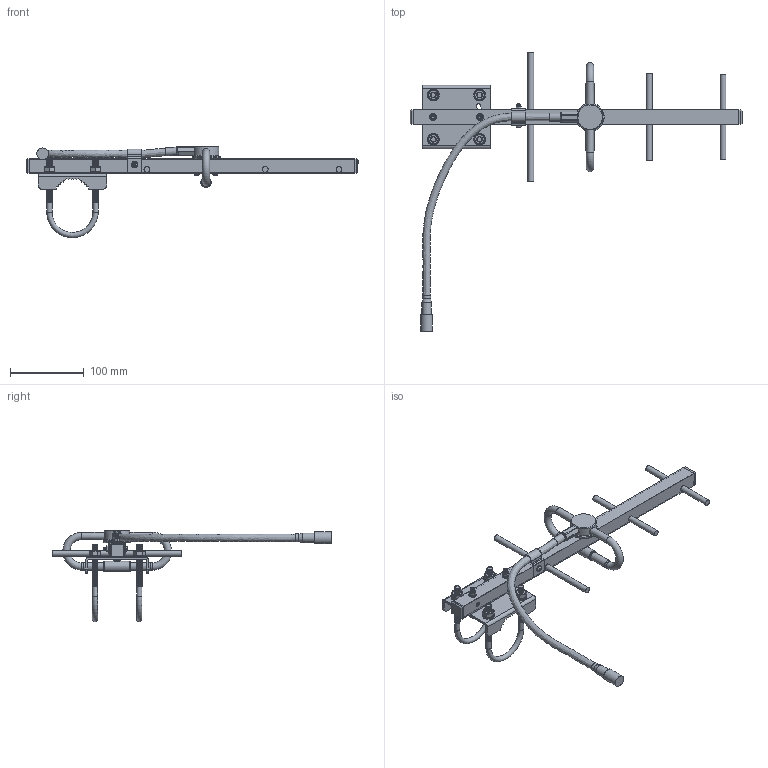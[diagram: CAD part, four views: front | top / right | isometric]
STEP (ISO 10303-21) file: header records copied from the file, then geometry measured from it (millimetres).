
FILE_DESCRIPTION (( 'STEP AP214' ), '1' );
FILE_NAME ('HG906YE.STEP', '2018-01-22T15:20:36', ( '' ), ( '' ), 'SwSTEP 2.0', 'SolidWorks 2014', '' );
FILE_SCHEMA (( 'AUTOMOTIVE_DESIGN' ));
Length unit declared in the file: inch
Products named in the file (6): CONNECTOR REPRESENTATION; HEATSH-HEX_400Black; HG906YE_Coax; HG906YE_Ubolt; HG906YE_Antenna; HG906YE
Assembly tree (6 placements, depth 2):
  HG906YE
    HG906YE_Antenna
    HG906YE_Ubolt  x2
    HG906YE_Coax
    HEATSH-HEX_400Black
    CONNECTOR REPRESENTATION
Bounding box: 449.76 x 377.51 x 123.95 mm (x, y, z)
Volume: 210578.5 mm3; surface area: 149907.9 mm2
Topology: 9 solids, 9 shells, 1177 faces, 2567 edges, 1452 vertices
Faces by surface type: cone 639, plane 317, cylinder 144, torus 48, sphere 22, bspline 7
Full cylindrical faces by diameter (mm): 3.656 x1, 4.037 x1, 4.369 x1, 4.572 x6, 4.775 x2, 5.08 x1, 5.486 x2, 5.588 x8, 6.604 x2, 6.807 x1, 7.163 x4, 7.874 x2, 7.925 x9, 8.636 x4, 8.788 x2, 8.839 x2, 9.855 x2, 9.906 x3, 10.82 x1, 10.837 x1, 10.922 x1, 11.074 x2, 12.192 x4, 12.852 x1, 12.954 x1, 14.021 x1, 15.748 x1, 15.951 x4, 34.544 x1, 38.1 x1
Entity records: 27524 total; most frequent: CARTESIAN_POINT 5137, DIRECTION 3620, ORIENTED_EDGE 2800, AXIS2_PLACEMENT_3D 1517, EDGE_CURVE 1400, EDGE_LOOP 1374, VERTEX_POINT 1068, FACE_OUTER_BOUND 948
